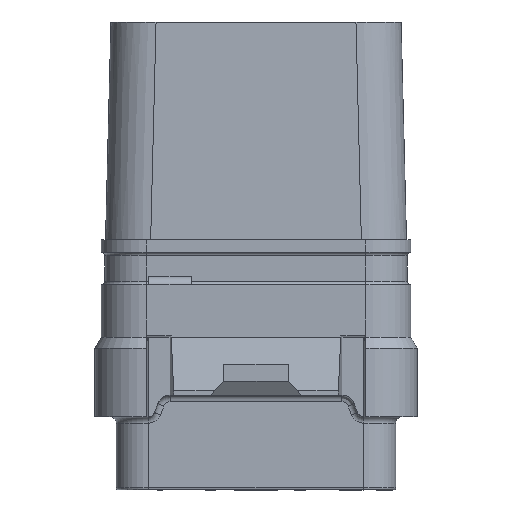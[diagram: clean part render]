
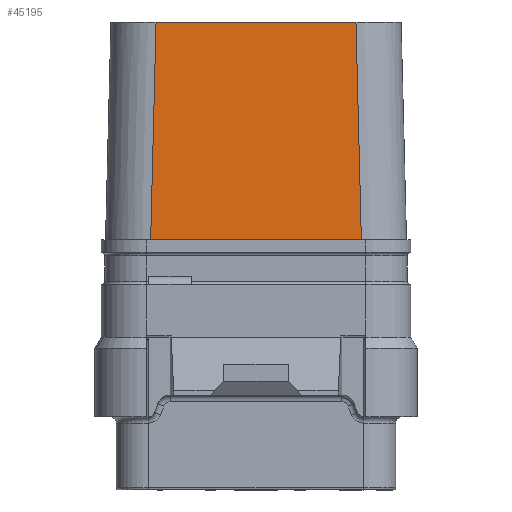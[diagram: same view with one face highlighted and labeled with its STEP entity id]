
A CAD part, front view. The second image highlights one B-rep face of the part: STEP entity #45195.
In plain terms, the highlighted planar face has unit normal (0, -1, 0.025).
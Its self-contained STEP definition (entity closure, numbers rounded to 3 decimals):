
#23=DIRECTION('',(1.,0.,0.));
#24=VECTOR('',#23,9.8);
#25=CARTESIAN_POINT('',(-4.9,-6.,0.));
#26=LINE('',#25,#24);
#3901=DIRECTION('',(1.,0.,0.));
#3902=VECTOR('',#3901,9.3);
#3903=CARTESIAN_POINT('',(-4.65,-5.75,10.12));
#3904=LINE('',#3903,#3902);
#6193=DIRECTION('',(-0.025,0.025,0.999));
#6194=VECTOR('',#6193,10.126);
#6195=CARTESIAN_POINT('',(4.9,-6.,0.));
#6196=LINE('',#6195,#6194);
#6197=DIRECTION('',(0.025,0.025,0.999));
#6198=VECTOR('',#6197,10.126);
#6199=CARTESIAN_POINT('',(-4.9,-6.,0.));
#6200=LINE('',#6199,#6198);
#32857=CARTESIAN_POINT('',(-4.65,-5.75,10.12));
#32858=VERTEX_POINT('',#32857);
#32859=CARTESIAN_POINT('',(4.65,-5.75,10.12));
#32860=VERTEX_POINT('',#32859);
#32873=CARTESIAN_POINT('',(-4.9,-6.,0.));
#32874=VERTEX_POINT('',#32873);
#32875=CARTESIAN_POINT('',(4.9,-6.,0.));
#32876=VERTEX_POINT('',#32875);
#45183=CARTESIAN_POINT('',(0.,-5.875,5.06));
#45184=DIRECTION('',(0.,-1.,0.025));
#45185=DIRECTION('',(1.,0.,0.));
#45186=AXIS2_PLACEMENT_3D('',#45183,#45184,#45185);
#45187=PLANE('',#45186);
#45188=ORIENTED_EDGE('',*,*,#39923,.F.);
#45190=ORIENTED_EDGE('',*,*,#45189,.T.);
#45191=ORIENTED_EDGE('',*,*,#43909,.T.);
#45192=ORIENTED_EDGE('',*,*,#45176,.F.);
#45193=EDGE_LOOP('',(#45188,#45190,#45191,#45192));
#45194=FACE_OUTER_BOUND('',#45193,.F.);
#45195=ADVANCED_FACE('',(#45194),#45187,.T.);
#39923=EDGE_CURVE('',#32874,#32876,#26,.T.);
#43909=EDGE_CURVE('',#32858,#32860,#3904,.T.);
#45176=EDGE_CURVE('',#32876,#32860,#6196,.T.);
#45189=EDGE_CURVE('',#32874,#32858,#6200,.T.);
